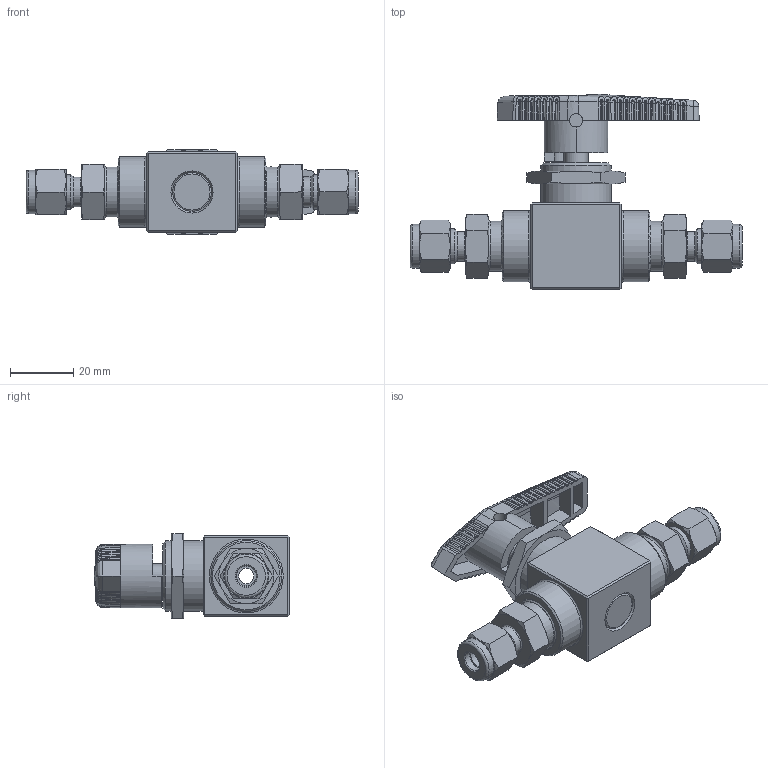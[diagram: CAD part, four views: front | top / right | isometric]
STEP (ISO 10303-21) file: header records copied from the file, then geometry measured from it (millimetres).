
FILE_DESCRIPTION(('FreeCAD Model'),'2;1');
FILE_NAME('Open CASCADE Shape Model','2025-12-09T09:37:46',('Author'),( ''),'Open CASCADE STEP processor 7.8','FreeCAD','Unknown');
FILE_SCHEMA(('AUTOMOTIVE_DESIGN { 1 0 10303 214 1 1 1 1 }'));
Length unit declared in the file: millimetre
Products named in the file (3): BVN8-2-D-4T-S002; BVN8-2-D-4T-S001; BVN8-2-D-4T-S
Assembly tree (2 placements, depth 2):
  BVN8-2-D-4T-S002
    BVN8-2-D-4T-S001
    BVN8-2-D-4T-S
Bounding box: 105.1 x 61.78 x 26.9 mm (x, y, z)
Volume: 48653.3 mm3; surface area: 19317.4 mm2
Topology: 3 solids, 3 shells, 549 faces, 2353 edges, 4690 vertices
Faces by surface type: bspline 146, plane 142, cylinder 139, cone 101, torus 21
Full cylindrical faces by diameter (mm): 4.8 x5, 5.8 x2, 6 x1, 6.48 x2, 6.5 x4, 6.53 x2, 6.54 x2, 7.6 x1, 7.74 x1, 9.34 x1, 9.36 x3, 9.42 x1, 9.7 x1, 11.11 x2, 11.4 x2, 12.2 x1, 13.8 x2, 15.8 x2, 22.225 x2, 22.4 x2
Entity records: 34846 total; most frequent: CARTESIAN_POINT 15769, DIRECTION 3341, ORIENTED_EDGE 2630, EDGE_CURVE 1315, AXIS2_PLACEMENT_3D 1287, GEOMETRIC_CURVE_SET 1036, TRIMMED_CURVE 1034, CIRCLE 881
